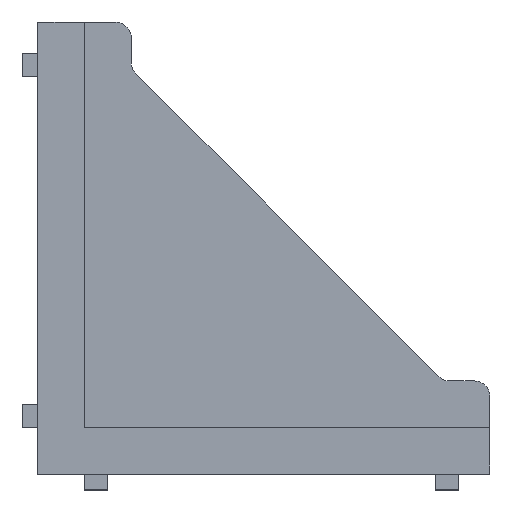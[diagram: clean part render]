
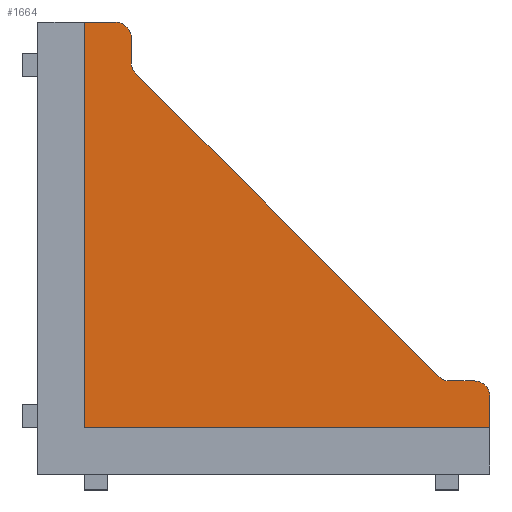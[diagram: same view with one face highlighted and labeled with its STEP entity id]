
A CAD part, top view. The second image highlights one B-rep face of the part: STEP entity #1664.
In plain terms, the highlighted planar face has unit normal (0, 0, 1).
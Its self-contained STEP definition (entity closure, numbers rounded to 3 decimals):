
#17 = CARTESIAN_POINT ( 'NONE',  ( 14., 52.828, -11.5 ) ) ;
#23 = VERTEX_POINT ( 'NONE', #721 ) ;
#30 = DIRECTION ( 'NONE',  ( 0.707, -0.707, 0. ) ) ;
#58 = AXIS2_PLACEMENT_3D ( 'NONE', #257, #1135, #998 ) ;
#64 = EDGE_CURVE ( 'NONE', #1602, #1019, #232, .T. ) ;
#111 = CARTESIAN_POINT ( 'NONE',  ( 52.828, 12., -11.5 ) ) ;
#115 = DIRECTION ( 'NONE',  ( 1., 0., 0. ) ) ;
#117 = EDGE_CURVE ( 'NONE', #23, #2228, #250, .T. ) ;
#180 = AXIS2_PLACEMENT_3D ( 'NONE', #2141, #478, #858 ) ;
#206 = VERTEX_POINT ( 'NONE', #2088 ) ;
#219 = ORIENTED_EDGE ( 'NONE', *, *, #762, .F. ) ;
#230 = ORIENTED_EDGE ( 'NONE', *, *, #2367, .F. ) ;
#232 = LINE ( 'NONE', #797, #1923 ) ;
#250 = CIRCLE ( 'NONE', #58, 2. ) ;
#257 = CARTESIAN_POINT ( 'NONE',  ( 56., 10., -11.5 ) ) ;
#264 = CARTESIAN_POINT ( 'NONE',  ( 12., 52.828, -11.5 ) ) ;
#281 = CARTESIAN_POINT ( 'NONE',  ( 12., 58., -11.5 ) ) ;
#289 = PLANE ( 'NONE',  #180 ) ;
#309 = LINE ( 'NONE', #2348, #1292 ) ;
#334 = VECTOR ( 'NONE', #443, 1000. ) ;
#338 = CARTESIAN_POINT ( 'NONE',  ( 58., 6., -11.5 ) ) ;
#365 = EDGE_LOOP ( 'NONE', ( #382, #612, #219, #1162, #2416, #1078, #230, #2023, #2138, #924, #2117 ) ) ;
#380 = VECTOR ( 'NONE', #1298, 1000. ) ;
#382 = ORIENTED_EDGE ( 'NONE', *, *, #1747, .F. ) ;
#386 = CARTESIAN_POINT ( 'NONE',  ( 10., 58., -11.5 ) ) ;
#442 = EDGE_CURVE ( 'NONE', #1642, #2094, #1491, .T. ) ;
#443 = DIRECTION ( 'NONE',  ( 1., 0., 0. ) ) ;
#478 = DIRECTION ( 'NONE',  ( 0., 0., 1. ) ) ;
#514 = DIRECTION ( 'NONE',  ( 0., 1., 0. ) ) ;
#551 = CARTESIAN_POINT ( 'NONE',  ( 12., 52., -11.5 ) ) ;
#566 = DIRECTION ( 'NONE',  ( 0., 0., -1. ) ) ;
#612 = ORIENTED_EDGE ( 'NONE', *, *, #117, .T. ) ;
#671 = DIRECTION ( 'NONE',  ( 1., 0., 0. ) ) ;
#721 = CARTESIAN_POINT ( 'NONE',  ( 58., 10., -11.5 ) ) ;
#762 = EDGE_CURVE ( 'NONE', #1642, #2228, #309, .T. ) ;
#767 = CARTESIAN_POINT ( 'NONE',  ( 6., 6., -11.5 ) ) ;
#796 = EDGE_CURVE ( 'NONE', #847, #1278, #2124, .T. ) ;
#797 = CARTESIAN_POINT ( 'NONE',  ( 6., 6., -11.5 ) ) ;
#807 = VECTOR ( 'NONE', #514, 1000. ) ;
#847 = VERTEX_POINT ( 'NONE', #1752 ) ;
#852 = VERTEX_POINT ( 'NONE', #2077 ) ;
#858 = DIRECTION ( 'NONE',  ( 1., 0., 0. ) ) ;
#924 = ORIENTED_EDGE ( 'NONE', *, *, #1044, .F. ) ;
#941 = DIRECTION ( 'NONE',  ( 1., 0., 0. ) ) ;
#998 = DIRECTION ( 'NONE',  ( 1., 0., 0. ) ) ;
#1007 = DIRECTION ( 'NONE',  ( -1., 0., 0. ) ) ;
#1018 = DIRECTION ( 'NONE',  ( 0., 0., -1. ) ) ;
#1019 = VERTEX_POINT ( 'NONE', #767 ) ;
#1044 = EDGE_CURVE ( 'NONE', #1019, #852, #1461, .T. ) ;
#1068 = AXIS2_PLACEMENT_3D ( 'NONE', #1233, #1751, #671 ) ;
#1078 = ORIENTED_EDGE ( 'NONE', *, *, #1280, .T. ) ;
#1090 = EDGE_CURVE ( 'NONE', #206, #2094, #1693, .T. ) ;
#1135 = DIRECTION ( 'NONE',  ( 0., 0., 1. ) ) ;
#1162 = ORIENTED_EDGE ( 'NONE', *, *, #442, .T. ) ;
#1233 = CARTESIAN_POINT ( 'NONE',  ( 10., 56., -11.5 ) ) ;
#1255 = VECTOR ( 'NONE', #30, 1000. ) ;
#1278 = VERTEX_POINT ( 'NONE', #386 ) ;
#1280 = EDGE_CURVE ( 'NONE', #206, #1462, #1424, .T. ) ;
#1292 = VECTOR ( 'NONE', #1935, 1000. ) ;
#1295 = VECTOR ( 'NONE', #1382, 1000. ) ;
#1298 = DIRECTION ( 'NONE',  ( 0., -1., 0. ) ) ;
#1382 = DIRECTION ( 'NONE',  ( 0., -1., 0. ) ) ;
#1424 = CIRCLE ( 'NONE', #1736, 2. ) ;
#1461 = LINE ( 'NONE', #2217, #807 ) ;
#1462 = VERTEX_POINT ( 'NONE', #264 ) ;
#1463 = CARTESIAN_POINT ( 'NONE',  ( 56., 12., -11.5 ) ) ;
#1464 = CARTESIAN_POINT ( 'NONE',  ( 52.828, 14., -11.5 ) ) ;
#1491 = CIRCLE ( 'NONE', #2081, 2. ) ;
#1540 = LINE ( 'NONE', #1910, #334 ) ;
#1602 = VERTEX_POINT ( 'NONE', #338 ) ;
#1609 = FACE_OUTER_BOUND ( 'NONE', #365, .T. ) ;
#1642 = VERTEX_POINT ( 'NONE', #111 ) ;
#1664 = ADVANCED_FACE ( 'NONE', ( #1609 ), #289, .T. ) ;
#1693 = LINE ( 'NONE', #551, #1255 ) ;
#1736 = AXIS2_PLACEMENT_3D ( 'NONE', #17, #566, #941 ) ;
#1747 = EDGE_CURVE ( 'NONE', #23, #1602, #2224, .T. ) ;
#1751 = DIRECTION ( 'NONE',  ( 0., 0., 1. ) ) ;
#1752 = CARTESIAN_POINT ( 'NONE',  ( 12., 56., -11.5 ) ) ;
#1833 = CARTESIAN_POINT ( 'NONE',  ( 58., 6., -11.5 ) ) ;
#1910 = CARTESIAN_POINT ( 'NONE',  ( 58., 58., -11.5 ) ) ;
#1923 = VECTOR ( 'NONE', #1007, 1000. ) ;
#1935 = DIRECTION ( 'NONE',  ( 1., 0., 0. ) ) ;
#2023 = ORIENTED_EDGE ( 'NONE', *, *, #796, .T. ) ;
#2077 = CARTESIAN_POINT ( 'NONE',  ( 6., 58., -11.5 ) ) ;
#2081 = AXIS2_PLACEMENT_3D ( 'NONE', #1464, #1018, #115 ) ;
#2088 = CARTESIAN_POINT ( 'NONE',  ( 12.586, 51.414, -11.5 ) ) ;
#2094 = VERTEX_POINT ( 'NONE', #2152 ) ;
#2117 = ORIENTED_EDGE ( 'NONE', *, *, #64, .F. ) ;
#2124 = CIRCLE ( 'NONE', #1068, 2. ) ;
#2138 = ORIENTED_EDGE ( 'NONE', *, *, #2303, .F. ) ;
#2141 = CARTESIAN_POINT ( 'NONE',  ( 0., 0., -11.5 ) ) ;
#2144 = LINE ( 'NONE', #281, #1295 ) ;
#2152 = CARTESIAN_POINT ( 'NONE',  ( 51.414, 12.586, -11.5 ) ) ;
#2217 = CARTESIAN_POINT ( 'NONE',  ( 6., 58., -11.5 ) ) ;
#2224 = LINE ( 'NONE', #1833, #380 ) ;
#2228 = VERTEX_POINT ( 'NONE', #1463 ) ;
#2303 = EDGE_CURVE ( 'NONE', #852, #1278, #1540, .T. ) ;
#2348 = CARTESIAN_POINT ( 'NONE',  ( 58., 12., -11.5 ) ) ;
#2367 = EDGE_CURVE ( 'NONE', #847, #1462, #2144, .T. ) ;
#2416 = ORIENTED_EDGE ( 'NONE', *, *, #1090, .F. ) ;
